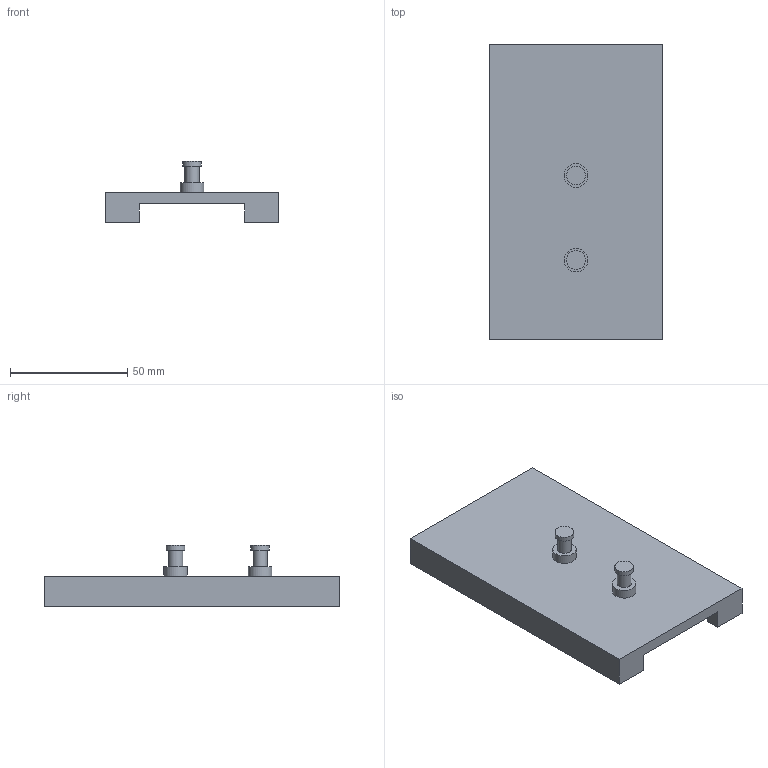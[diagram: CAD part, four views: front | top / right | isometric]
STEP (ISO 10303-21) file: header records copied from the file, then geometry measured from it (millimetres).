
FILE_DESCRIPTION(/* description */ (''),/* implementation_level */ '2;1');
FILE_NAME(/* name */ '5f0aecbb-a002-4fb1-906e-5945d3c833cd.stp',/* time_stamp */ '2026-01-09T20:03:45Z',/* author */ (''),/* organization */ (''),/* preprocessor_version */ 'ST-DEVELOPER v20.1',/* originating_system */ 'Autodesk Translation Framework v14.24.0.0',/* authorisation */ '');
FILE_SCHEMA (('AUTOMOTIVE_DESIGN { 1 0 10303 214 3 1 1 }'));
Length unit declared in the file: millimetre
Products named in the file (1): 2025-08-26-21-11-33-143
Bounding box: 74 x 126 x 26 mm (x, y, z)
Volume: 52700.6 mm3; surface area: 25847.7 mm2
Topology: 1 solids, 1 shells, 26 faces, 54 edges, 36 vertices
Faces by surface type: plane 20, cylinder 6
Full cylindrical faces by diameter (mm): 6 x2, 8 x2, 10 x2
Entity records: 723 total; most frequent: DIRECTION 120, CARTESIAN_POINT 117, ORIENTED_EDGE 108, EDGE_CURVE 54, LINE 42, VECTOR 42, AXIS2_PLACEMENT_3D 39, VERTEX_POINT 36
